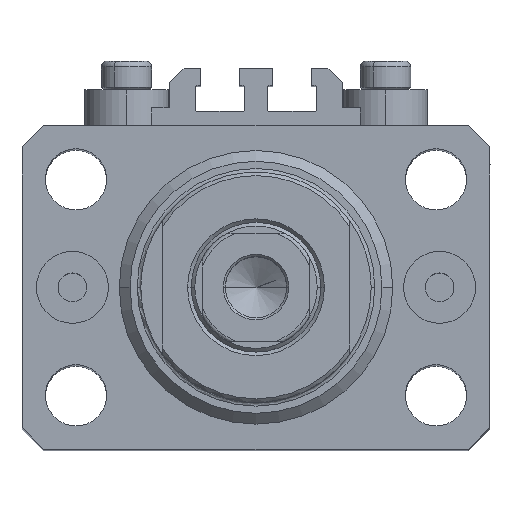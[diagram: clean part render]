
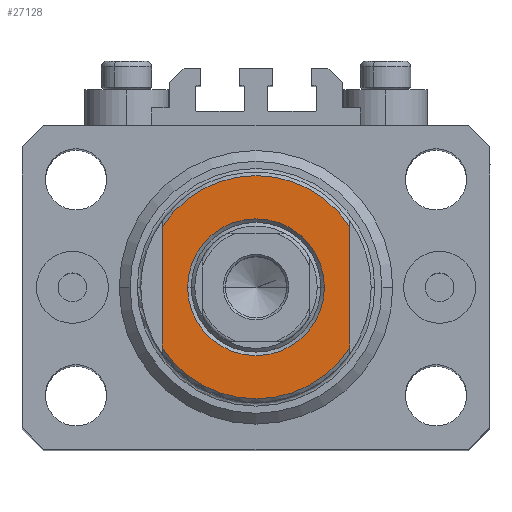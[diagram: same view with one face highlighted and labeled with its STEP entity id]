
A CAD part, top view. The second image highlights one B-rep face of the part: STEP entity #27128.
In plain terms, the highlighted face is planar.
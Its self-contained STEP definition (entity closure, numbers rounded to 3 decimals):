
#376 = EDGE_LOOP ( 'NONE', ( #1849, #12434, #31206, #17284 ) ) ;
#1753 = CARTESIAN_POINT ( 'NONE',  ( 13., 8.441, -6.5 ) ) ;
#1849 = ORIENTED_EDGE ( 'NONE', *, *, #20469, .T. ) ;
#2735 = DIRECTION ( 'NONE',  ( -1., 0., 0. ) ) ;
#4768 = VERTEX_POINT ( 'NONE', #40128 ) ;
#5089 = ORIENTED_EDGE ( 'NONE', *, *, #33268, .T. ) ;
#7149 = LINE ( 'NONE', #22183, #19027 ) ;
#7710 = CARTESIAN_POINT ( 'NONE',  ( 0., 0., -6.5 ) ) ;
#8061 = CARTESIAN_POINT ( 'NONE',  ( 0., 0., -6.5 ) ) ;
#8907 = CIRCLE ( 'NONE', #12723, 9.5 ) ;
#10350 = DIRECTION ( 'NONE',  ( 0., 0., -1. ) ) ;
#11491 = DIRECTION ( 'NONE',  ( 0., -1., 0. ) ) ;
#11685 = CARTESIAN_POINT ( 'NONE',  ( 9.5, 0., -6.5 ) ) ;
#12434 = ORIENTED_EDGE ( 'NONE', *, *, #22700, .T. ) ;
#12723 = AXIS2_PLACEMENT_3D ( 'NONE', #7710, #25140, #28510 ) ;
#14710 = VECTOR ( 'NONE', #11491, 1000. ) ;
#15189 = DIRECTION ( 'NONE',  ( -1., 0., 0. ) ) ;
#15284 = CIRCLE ( 'NONE', #21378, 15.5 ) ;
#17284 = ORIENTED_EDGE ( 'NONE', *, *, #43558, .F. ) ;
#18770 = DIRECTION ( 'NONE',  ( 0., 0., -1. ) ) ;
#18905 = CARTESIAN_POINT ( 'NONE',  ( 13., -43.081, -6.5 ) ) ;
#19027 = VECTOR ( 'NONE', #21714, 1000. ) ;
#20446 = EDGE_CURVE ( 'NONE', #38799, #36420, #29145, .T. ) ;
#20469 = EDGE_CURVE ( 'NONE', #4768, #20635, #25310, .T. ) ;
#20635 = VERTEX_POINT ( 'NONE', #1753 ) ;
#21378 = AXIS2_PLACEMENT_3D ( 'NONE', #40250, #18770, #15189 ) ;
#21714 = DIRECTION ( 'NONE',  ( 0., -1., 0. ) ) ;
#22183 = CARTESIAN_POINT ( 'NONE',  ( -13., -43.081, -6.5 ) ) ;
#22632 = DIRECTION ( 'NONE',  ( -1., 0., 0. ) ) ;
#22700 = EDGE_CURVE ( 'NONE', #20635, #46549, #43962, .T. ) ;
#25140 = DIRECTION ( 'NONE',  ( 0., 0., 1. ) ) ;
#25310 = CIRCLE ( 'NONE', #28390, 15.5 ) ;
#25638 = CARTESIAN_POINT ( 'NONE',  ( 13., -8.441, -6.5 ) ) ;
#26678 = EDGE_LOOP ( 'NONE', ( #5089, #37169 ) ) ;
#27128 = ADVANCED_FACE ( 'NONE', ( #40288, #30270 ), #44812, .T. ) ;
#28390 = AXIS2_PLACEMENT_3D ( 'NONE', #46167, #10350, #2735 ) ;
#28510 = DIRECTION ( 'NONE',  ( -1., 0., 0. ) ) ;
#29011 = VERTEX_POINT ( 'NONE', #45703 ) ;
#29145 = CIRCLE ( 'NONE', #42859, 9.5 ) ;
#30270 = FACE_OUTER_BOUND ( 'NONE', #376, .T. ) ;
#31206 = ORIENTED_EDGE ( 'NONE', *, *, #46935, .T. ) ;
#33268 = EDGE_CURVE ( 'NONE', #36420, #38799, #8907, .T. ) ;
#33610 = DIRECTION ( 'NONE',  ( 0., 0., -1. ) ) ;
#33908 = AXIS2_PLACEMENT_3D ( 'NONE', #8061, #33610, #22632 ) ;
#35211 = DIRECTION ( 'NONE',  ( -1., 0., 0. ) ) ;
#35402 = CARTESIAN_POINT ( 'NONE',  ( -9.5, 0., -6.5 ) ) ;
#36420 = VERTEX_POINT ( 'NONE', #35402 ) ;
#37169 = ORIENTED_EDGE ( 'NONE', *, *, #20446, .T. ) ;
#38799 = VERTEX_POINT ( 'NONE', #11685 ) ;
#39014 = DIRECTION ( 'NONE',  ( 0., 0., 1. ) ) ;
#39478 = CARTESIAN_POINT ( 'NONE',  ( 0., 0., -6.5 ) ) ;
#40128 = CARTESIAN_POINT ( 'NONE',  ( -13., 8.441, -6.5 ) ) ;
#40250 = CARTESIAN_POINT ( 'NONE',  ( 0., 0., -6.5 ) ) ;
#40288 = FACE_BOUND ( 'NONE', #26678, .T. ) ;
#42859 = AXIS2_PLACEMENT_3D ( 'NONE', #39478, #39014, #35211 ) ;
#43558 = EDGE_CURVE ( 'NONE', #4768, #29011, #7149, .T. ) ;
#43962 = LINE ( 'NONE', #18905, #14710 ) ;
#44812 = PLANE ( 'NONE',  #33908 ) ;
#45703 = CARTESIAN_POINT ( 'NONE',  ( -13., -8.441, -6.5 ) ) ;
#46167 = CARTESIAN_POINT ( 'NONE',  ( 0., 0., -6.5 ) ) ;
#46549 = VERTEX_POINT ( 'NONE', #25638 ) ;
#46935 = EDGE_CURVE ( 'NONE', #46549, #29011, #15284, .T. ) ;
